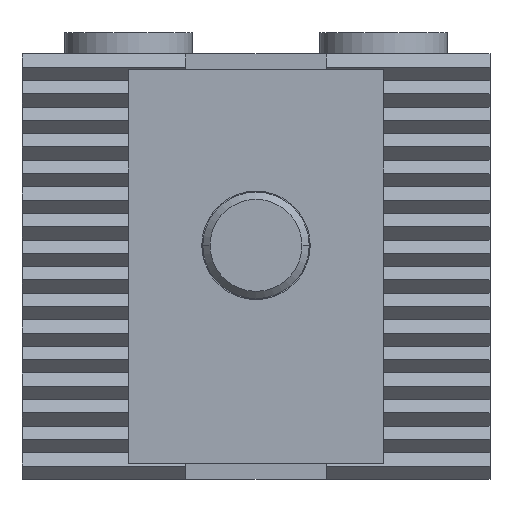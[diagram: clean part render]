
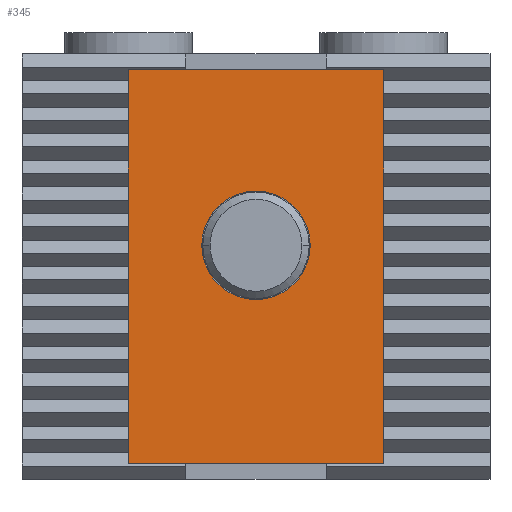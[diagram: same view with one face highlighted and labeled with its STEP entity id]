
A CAD part, front view. The second image highlights one B-rep face of the part: STEP entity #345.
In plain terms, the highlighted planar face has unit normal (0, -1, 0).
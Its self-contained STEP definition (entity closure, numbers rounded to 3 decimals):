
#345=ADVANCED_FACE('',(#697,#698),#699,.F.);
#697=FACE_BOUND('',#1080,.T.);
#698=FACE_OUTER_BOUND('',#1081,.T.);
#699=PLANE('',#1082);
#1080=EDGE_LOOP('',(#2000,#2001));
#1081=EDGE_LOOP('',(#2002,#2003,#2004,#2005));
#1082=AXIS2_PLACEMENT_3D('',#2006,#2007,#2008);
#2000=ORIENTED_EDGE('',*,*,#2548,.T.);
#2001=ORIENTED_EDGE('',*,*,#2546,.T.);
#2002=ORIENTED_EDGE('',*,*,#2575,.F.);
#2003=ORIENTED_EDGE('',*,*,#2578,.F.);
#2004=ORIENTED_EDGE('',*,*,#2567,.F.);
#2005=ORIENTED_EDGE('',*,*,#2579,.T.);
#2006=CARTESIAN_POINT('',(0.0,-23.0,-2.0));
#2007=DIRECTION('',(0.0,1.0,0.0));
#2008=DIRECTION('',(0.0,0.0,1.0));
#2546=EDGE_CURVE('',#3112,#3116,#3118,.T.);
#2548=EDGE_CURVE('',#3116,#3112,#3120,.T.);
#2567=EDGE_CURVE('',#3148,#3150,#3151,.T.);
#2575=EDGE_CURVE('',#3160,#3162,#3163,.T.);
#2578=EDGE_CURVE('',#3150,#3160,#3166,.T.);
#2579=EDGE_CURVE('',#3148,#3162,#3167,.T.);
#3112=VERTEX_POINT('',#3949);
#3116=VERTEX_POINT('',#3954);
#3118=CIRCLE('',#3957,5.1);
#3120=CIRCLE('',#3959,5.1);
#3148=VERTEX_POINT('',#3999);
#3150=VERTEX_POINT('',#4002);
#3151=LINE('',#4003,#4004);
#3160=VERTEX_POINT('',#4017);
#3162=VERTEX_POINT('',#4020);
#3163=LINE('',#4021,#4022);
#3166=LINE('',#4026,#4027);
#3167=LINE('',#4028,#4029);
#3949=CARTESIAN_POINT('',(5.1,-23.0,0.));
#3954=CARTESIAN_POINT('',(-5.1,-23.0,0.0));
#3957=AXIS2_PLACEMENT_3D('',#4420,#4421,#4422);
#3959=AXIS2_PLACEMENT_3D('',#4423,#4424,#4425);
#3999=CARTESIAN_POINT('',(-12.0,-23.0,16.5));
#4002=CARTESIAN_POINT('',(12.0,-23.0,16.5));
#4003=CARTESIAN_POINT('',(0.0,-23.0,16.5));
#4004=VECTOR('',#4442,1.0);
#4017=CARTESIAN_POINT('',(12.0,-23.0,-20.5));
#4020=CARTESIAN_POINT('',(-12.0,-23.0,-20.5));
#4021=CARTESIAN_POINT('',(0.0,-23.0,-20.5));
#4022=VECTOR('',#4448,1.0);
#4026=CARTESIAN_POINT('',(12.0,-23.0,-2.0));
#4027=VECTOR('',#4450,1.0);
#4028=CARTESIAN_POINT('',(-12.0,-23.0,-2.0));
#4029=VECTOR('',#4451,1.0);
#4420=CARTESIAN_POINT('',(0.0,-23.0,0.0));
#4421=DIRECTION('',(-0.0,1.0,0.0));
#4422=DIRECTION('',(1.0,0.0,0.0));
#4423=CARTESIAN_POINT('',(0.0,-23.0,0.0));
#4424=DIRECTION('',(-0.0,1.0,0.0));
#4425=DIRECTION('',(1.0,0.0,0.0));
#4442=DIRECTION('',(1.0,0.0,0.0));
#4448=DIRECTION('',(-1.0,0.0,0.0));
#4450=DIRECTION('',(0.0,0.0,-1.0));
#4451=DIRECTION('',(0.0,0.0,-1.0));
